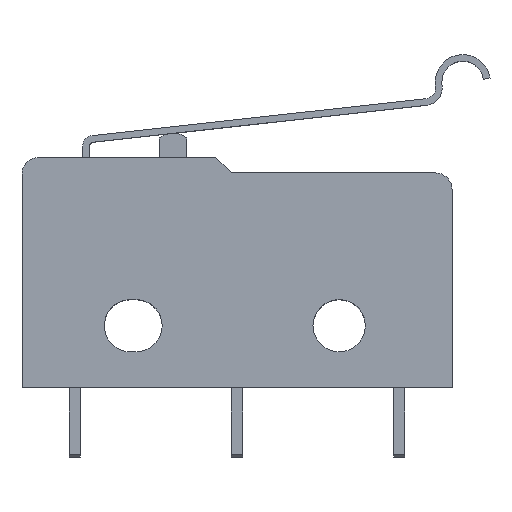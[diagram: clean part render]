
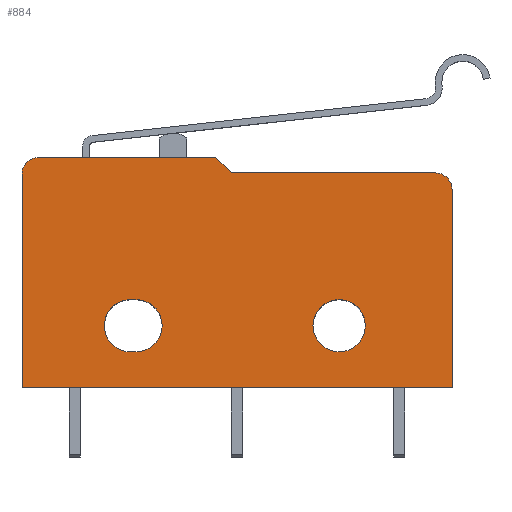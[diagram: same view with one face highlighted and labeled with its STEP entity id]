
A CAD part, top view. The second image highlights one B-rep face of the part: STEP entity #884.
In plain terms, the highlighted planar face has unit normal (0, 0, 1).
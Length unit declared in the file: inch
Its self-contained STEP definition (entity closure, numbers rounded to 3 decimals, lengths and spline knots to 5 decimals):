
#25 = VERTEX_POINT ( 'NONE', #1303 ) ;
#37 = CARTESIAN_POINT ( 'NONE',  ( -0.3605, 0.388, 0.125 ) ) ;
#44 = CARTESIAN_POINT ( 'NONE',  ( -0.3905, 0.388, 0.125 ) ) ;
#54 = CIRCLE ( 'NONE', #811, 0.0475 ) ;
#63 = AXIS2_PLACEMENT_3D ( 'NONE', #812, #2109, #644 ) ;
#65 = ORIENTED_EDGE ( 'NONE', *, *, #170, .F. ) ;
#78 = ORIENTED_EDGE ( 'NONE', *, *, #1919, .F. ) ;
#80 = DIRECTION ( 'NONE',  ( -0.707, 0.707, 0. ) ) ;
#96 = ORIENTED_EDGE ( 'NONE', *, *, #2120, .T. ) ;
#111 = ORIENTED_EDGE ( 'NONE', *, *, #747, .T. ) ;
#122 = LINE ( 'NONE', #1813, #1315 ) ;
#148 = ORIENTED_EDGE ( 'NONE', *, *, #2056, .F. ) ;
#170 = EDGE_CURVE ( 'NONE', #1590, #1583, #2000, .T. ) ;
#174 = EDGE_CURVE ( 'NONE', #1793, #1766, #702, .T. ) ;
#188 = DIRECTION ( 'NONE',  ( 1., 0., 0. ) ) ;
#197 = ORIENTED_EDGE ( 'NONE', *, *, #663, .T. ) ;
#205 = FACE_OUTER_BOUND ( 'NONE', #1695, .T. ) ;
#223 = DIRECTION ( 'NONE',  ( 1., 0., 0. ) ) ;
#229 = DIRECTION ( 'NONE',  ( 0., -1., 0. ) ) ;
#241 = VECTOR ( 'NONE', #1843, 39.37008 ) ;
#248 = EDGE_CURVE ( 'NONE', #750, #25, #547, .T. ) ;
#301 = DIRECTION ( 'NONE',  ( 0., 0., 1. ) ) ;
#313 = CARTESIAN_POINT ( 'NONE',  ( 0.1855, 0.1125, 0.125 ) ) ;
#330 = VECTOR ( 'NONE', #229, 39.37008 ) ;
#346 = DIRECTION ( 'NONE',  ( -1., 0., 0. ) ) ;
#363 = CARTESIAN_POINT ( 'NONE',  ( 0.3905, 0.36, 0.125 ) ) ;
#366 = CARTESIAN_POINT ( 'NONE',  ( -0.1835, 0.16, 0.125 ) ) ;
#368 = CARTESIAN_POINT ( 'NONE',  ( 0.3905, 0., 0.125 ) ) ;
#371 = CARTESIAN_POINT ( 'NONE',  ( -0.1835, 0.065, 0.125 ) ) ;
#376 = VERTEX_POINT ( 'NONE', #366 ) ;
#401 = DIRECTION ( 'NONE',  ( 1., 0., 0. ) ) ;
#437 = LINE ( 'NONE', #363, #2115 ) ;
#439 = ORIENTED_EDGE ( 'NONE', *, *, #2053, .F. ) ;
#440 = VECTOR ( 'NONE', #518, 39.37008 ) ;
#481 = CARTESIAN_POINT ( 'NONE',  ( 0.3605, 0.39, 0.125 ) ) ;
#494 = VECTOR ( 'NONE', #80, 39.37008 ) ;
#503 = DIRECTION ( 'NONE',  ( 0., 0., 1. ) ) ;
#518 = DIRECTION ( 'NONE',  ( 1., 0., 0. ) ) ;
#531 = ORIENTED_EDGE ( 'NONE', *, *, #1110, .F. ) ;
#547 = LINE ( 'NONE', #827, #1374 ) ;
#560 = EDGE_CURVE ( 'NONE', #572, #1226, #1673, .T. ) ;
#572 = VERTEX_POINT ( 'NONE', #1205 ) ;
#593 = ORIENTED_EDGE ( 'NONE', *, *, #1439, .T. ) ;
#629 = DIRECTION ( 'NONE',  ( 0., 1., 0. ) ) ;
#635 = VECTOR ( 'NONE', #950, 39.37008 ) ;
#640 = CIRCLE ( 'NONE', #1938, 0.03 ) ;
#644 = DIRECTION ( 'NONE',  ( 1., 0., 0. ) ) ;
#663 = EDGE_CURVE ( 'NONE', #1780, #750, #640, .T. ) ;
#667 = FACE_BOUND ( 'NONE', #1963, .T. ) ;
#678 = CARTESIAN_POINT ( 'NONE',  ( -0.0385, 0.418, 0.125 ) ) ;
#692 = DIRECTION ( 'NONE',  ( 0., 0., 1. ) ) ;
#695 = CIRCLE ( 'NONE', #2077, 0.0475 ) ;
#702 = LINE ( 'NONE', #994, #241 ) ;
#735 = CARTESIAN_POINT ( 'NONE',  ( -0.1835, 0.1125, 0.125 ) ) ;
#747 = EDGE_CURVE ( 'NONE', #1766, #1780, #437, .T. ) ;
#750 = VERTEX_POINT ( 'NONE', #481 ) ;
#759 = CARTESIAN_POINT ( 'NONE',  ( -0.3905, 0., 0.125 ) ) ;
#811 = AXIS2_PLACEMENT_3D ( 'NONE', #1935, #959, #2103 ) ;
#812 = CARTESIAN_POINT ( 'NONE',  ( -0.3605, 0.388, 0.125 ) ) ;
#813 = CARTESIAN_POINT ( 'NONE',  ( -0.241, 0.1125, 0.125 ) ) ;
#821 = DIRECTION ( 'NONE',  ( -1., 0., 0. ) ) ;
#825 = LINE ( 'NONE', #44, #330 ) ;
#827 = CARTESIAN_POINT ( 'NONE',  ( 0.3605, 0.39, 0.125 ) ) ;
#828 = PLANE ( 'NONE',  #63 ) ;
#842 = CARTESIAN_POINT ( 'NONE',  ( -0.1935, 0.065, 0.125 ) ) ;
#884 = ADVANCED_FACE ( 'NONE', ( #1969, #205, #667 ), #828, .T. ) ;
#921 = LINE ( 'NONE', #842, #440 ) ;
#950 = DIRECTION ( 'NONE',  ( -1., 0., 0. ) ) ;
#959 = DIRECTION ( 'NONE',  ( 0., 0., 1. ) ) ;
#964 = ORIENTED_EDGE ( 'NONE', *, *, #560, .F. ) ;
#993 = CARTESIAN_POINT ( 'NONE',  ( -0.1935, 0.1125, 0.125 ) ) ;
#994 = CARTESIAN_POINT ( 'NONE',  ( -0.3905, 0., 0.125 ) ) ;
#1012 = VERTEX_POINT ( 'NONE', #371 ) ;
#1020 = VERTEX_POINT ( 'NONE', #1632 ) ;
#1061 = CARTESIAN_POINT ( 'NONE',  ( 0.138, 0.1125, 0.125 ) ) ;
#1110 = EDGE_CURVE ( 'NONE', #1012, #376, #695, .T. ) ;
#1113 = AXIS2_PLACEMENT_3D ( 'NONE', #993, #692, #1778 ) ;
#1115 = EDGE_CURVE ( 'NONE', #1020, #2105, #1556, .T. ) ;
#1150 = CARTESIAN_POINT ( 'NONE',  ( -0.1935, 0.065, 0.125 ) ) ;
#1178 = CARTESIAN_POINT ( 'NONE',  ( -0.1935, 0.1125, 0.125 ) ) ;
#1205 = CARTESIAN_POINT ( 'NONE',  ( 0.233, 0.1125, 0.125 ) ) ;
#1226 = VERTEX_POINT ( 'NONE', #1061 ) ;
#1233 = DIRECTION ( 'NONE',  ( 0., 0., 1. ) ) ;
#1244 = CARTESIAN_POINT ( 'NONE',  ( -0.3605, 0.418, 0.125 ) ) ;
#1267 = EDGE_CURVE ( 'NONE', #1548, #1590, #1349, .T. ) ;
#1273 = AXIS2_PLACEMENT_3D ( 'NONE', #1178, #503, #401 ) ;
#1296 = ORIENTED_EDGE ( 'NONE', *, *, #1115, .T. ) ;
#1303 = CARTESIAN_POINT ( 'NONE',  ( -0.0105, 0.39, 0.125 ) ) ;
#1315 = VECTOR ( 'NONE', #346, 39.37008 ) ;
#1319 = CARTESIAN_POINT ( 'NONE',  ( -0.3905, 0.388, 0.125 ) ) ;
#1331 = ORIENTED_EDGE ( 'NONE', *, *, #174, .T. ) ;
#1349 = CIRCLE ( 'NONE', #1273, 0.0475 ) ;
#1371 = LINE ( 'NONE', #2078, #494 ) ;
#1374 = VECTOR ( 'NONE', #821, 39.37008 ) ;
#1425 = ORIENTED_EDGE ( 'NONE', *, *, #248, .T. ) ;
#1439 = EDGE_CURVE ( 'NONE', #25, #1020, #1371, .T. ) ;
#1548 = VERTEX_POINT ( 'NONE', #1598 ) ;
#1556 = LINE ( 'NONE', #678, #635 ) ;
#1564 = CARTESIAN_POINT ( 'NONE',  ( 0.3905, 0.36, 0.125 ) ) ;
#1583 = VERTEX_POINT ( 'NONE', #1150 ) ;
#1590 = VERTEX_POINT ( 'NONE', #813 ) ;
#1598 = CARTESIAN_POINT ( 'NONE',  ( -0.1935, 0.16, 0.125 ) ) ;
#1632 = CARTESIAN_POINT ( 'NONE',  ( -0.0385, 0.418, 0.125 ) ) ;
#1654 = EDGE_LOOP ( 'NONE', ( #78, #964 ) ) ;
#1658 = DIRECTION ( 'NONE',  ( 1., 0., 0. ) ) ;
#1666 = DIRECTION ( 'NONE',  ( 0., 0., 1. ) ) ;
#1673 = CIRCLE ( 'NONE', #1724, 0.0475 ) ;
#1681 = CARTESIAN_POINT ( 'NONE',  ( 0.3605, 0.36, 0.125 ) ) ;
#1682 = VERTEX_POINT ( 'NONE', #1319 ) ;
#1695 = EDGE_LOOP ( 'NONE', ( #111, #197, #1425, #593, #1296, #1863, #96, #1331 ) ) ;
#1724 = AXIS2_PLACEMENT_3D ( 'NONE', #313, #301, #188 ) ;
#1725 = DIRECTION ( 'NONE',  ( 1., 0., 0. ) ) ;
#1731 = ORIENTED_EDGE ( 'NONE', *, *, #1267, .F. ) ;
#1766 = VERTEX_POINT ( 'NONE', #368 ) ;
#1778 = DIRECTION ( 'NONE',  ( 1., 0., 0. ) ) ;
#1780 = VERTEX_POINT ( 'NONE', #1564 ) ;
#1793 = VERTEX_POINT ( 'NONE', #759 ) ;
#1813 = CARTESIAN_POINT ( 'NONE',  ( -0.1935, 0.16, 0.125 ) ) ;
#1843 = DIRECTION ( 'NONE',  ( 1., 0., 0. ) ) ;
#1863 = ORIENTED_EDGE ( 'NONE', *, *, #2070, .T. ) ;
#1919 = EDGE_CURVE ( 'NONE', #1226, #572, #54, .T. ) ;
#1935 = CARTESIAN_POINT ( 'NONE',  ( 0.1855, 0.1125, 0.125 ) ) ;
#1938 = AXIS2_PLACEMENT_3D ( 'NONE', #1681, #1666, #1658 ) ;
#1963 = EDGE_LOOP ( 'NONE', ( #148, #65, #1731, #439, #531 ) ) ;
#1969 = FACE_BOUND ( 'NONE', #1654, .T. ) ;
#2000 = CIRCLE ( 'NONE', #1113, 0.0475 ) ;
#2009 = AXIS2_PLACEMENT_3D ( 'NONE', #37, #1233, #223 ) ;
#2037 = DIRECTION ( 'NONE',  ( 0., 0., 1. ) ) ;
#2053 = EDGE_CURVE ( 'NONE', #376, #1548, #122, .T. ) ;
#2056 = EDGE_CURVE ( 'NONE', #1583, #1012, #921, .T. ) ;
#2070 = EDGE_CURVE ( 'NONE', #2105, #1682, #2119, .T. ) ;
#2077 = AXIS2_PLACEMENT_3D ( 'NONE', #735, #2037, #1725 ) ;
#2078 = CARTESIAN_POINT ( 'NONE',  ( -0.0105, 0.39, 0.125 ) ) ;
#2103 = DIRECTION ( 'NONE',  ( 1., 0., 0. ) ) ;
#2105 = VERTEX_POINT ( 'NONE', #1244 ) ;
#2109 = DIRECTION ( 'NONE',  ( 0., 0., 1. ) ) ;
#2115 = VECTOR ( 'NONE', #629, 39.37008 ) ;
#2119 = CIRCLE ( 'NONE', #2009, 0.03 ) ;
#2120 = EDGE_CURVE ( 'NONE', #1682, #1793, #825, .T. ) ;
